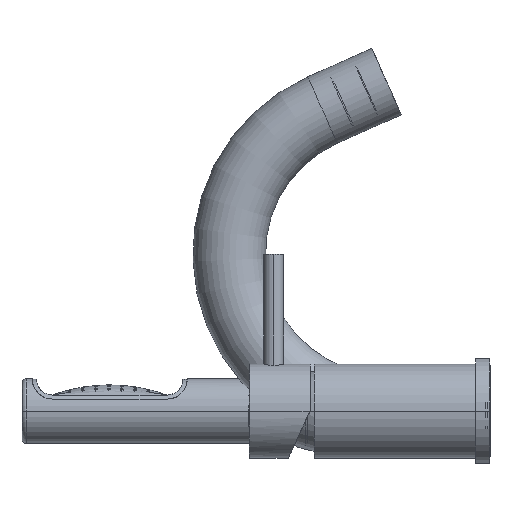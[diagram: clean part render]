
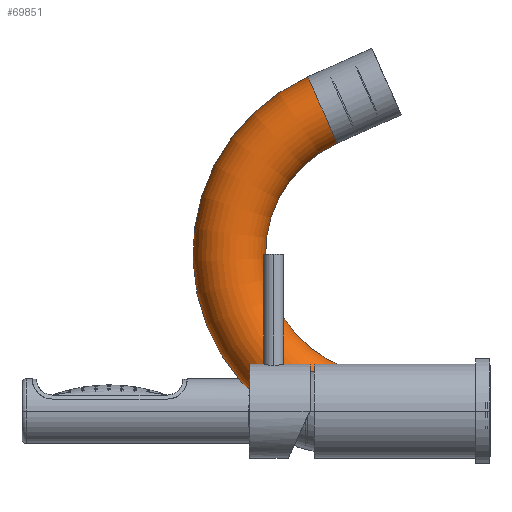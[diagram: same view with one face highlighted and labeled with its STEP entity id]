
A CAD part, left-side view. The second image highlights one B-rep face of the part: STEP entity #69851.
In plain terms, the highlighted toroidal (fillet/blend) face has major radius 78 mm and minor radius 18 mm.
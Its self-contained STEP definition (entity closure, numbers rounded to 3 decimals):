
#53714=CARTESIAN_POINT('',(150.,76.025,149.257));
#53715=DIRECTION('',(0.,-0.914,0.407));
#53716=DIRECTION('',(0.,0.407,0.914));
#53717=AXIS2_PLACEMENT_3D('',#53714,#53715,#53716);
#53719=CARTESIAN_POINT('',(150.,44.3,0.));
#53720=DIRECTION('',(0.,1.,0.));
#53721=DIRECTION('',(0.,0.,-1.));
#53722=AXIS2_PLACEMENT_3D('',#53719,#53720,#53721);
#53724=CARTESIAN_POINT('',(150.,44.3,78.));
#53725=DIRECTION('',(1.,0.,0.));
#53726=DIRECTION('',(0.,0.,-1.));
#53727=AXIS2_PLACEMENT_3D('',#53724,#53725,#53726);
#60652=CARTESIAN_POINT('',(150.,44.3,78.));
#60653=DIRECTION('',(1.,0.,0.));
#60654=DIRECTION('',(0.,0.,-1.));
#60655=AXIS2_PLACEMENT_3D('',#60652,#60653,#60654);
#63294=CARTESIAN_POINT('',(150.,44.3,18.));
#63295=CARTESIAN_POINT('',(150.,44.3,-18.));
#63296=VERTEX_POINT('',#63294);
#63297=VERTEX_POINT('',#63295);
#63302=CARTESIAN_POINT('',(150.,68.704,132.813));
#63303=CARTESIAN_POINT('',(150.,83.347,165.7));
#63304=VERTEX_POINT('',#63302);
#63305=VERTEX_POINT('',#63303);
#69837=CARTESIAN_POINT('',(150.,44.3,78.));
#69838=DIRECTION('',(1.,0.,0.));
#69839=DIRECTION('',(0.,0.,1.));
#69840=AXIS2_PLACEMENT_3D('',#69837,#69838,#69839);
#69841=TOROIDAL_SURFACE('',#69840,78.,18.);
#69843=ORIENTED_EDGE('',*,*,#69842,.F.);
#69845=ORIENTED_EDGE('',*,*,#69844,.T.);
#69846=ORIENTED_EDGE('',*,*,#69825,.T.);
#69848=ORIENTED_EDGE('',*,*,#69847,.F.);
#69849=EDGE_LOOP('',(#69843,#69845,#69846,#69848));
#69850=FACE_OUTER_BOUND('',#69849,.F.);
#69851=ADVANCED_FACE('',(#69850),#69841,.T.);
#53718=CIRCLE('',#53717,18.);
#53723=CIRCLE('',#53722,18.);
#53728=CIRCLE('',#53727,96.);
#60656=CIRCLE('',#60655,60.);
#69825=EDGE_CURVE('',#63305,#63304,#53718,.T.);
#69842=EDGE_CURVE('',#63297,#63296,#53723,.T.);
#69844=EDGE_CURVE('',#63297,#63305,#53728,.T.);
#69847=EDGE_CURVE('',#63296,#63304,#60656,.T.);
